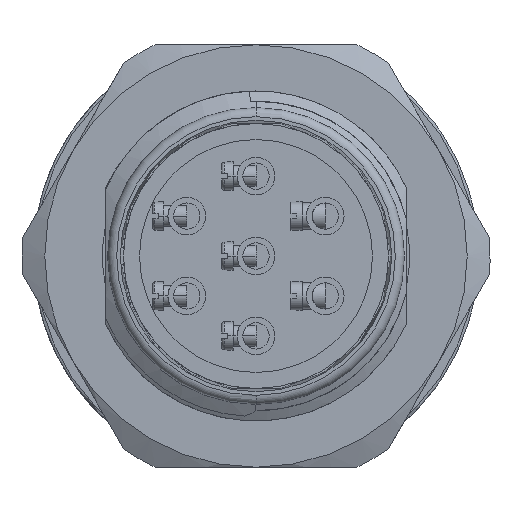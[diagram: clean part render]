
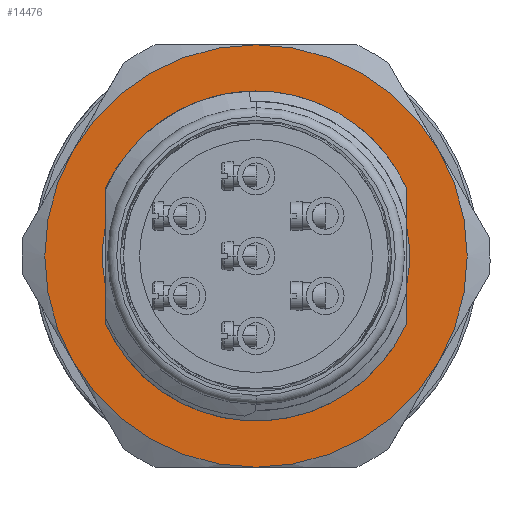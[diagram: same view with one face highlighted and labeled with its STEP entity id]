
A CAD part, left-side view. The second image highlights one B-rep face of the part: STEP entity #14476.
In plain terms, the highlighted planar face has unit normal (-1, 0, 0).
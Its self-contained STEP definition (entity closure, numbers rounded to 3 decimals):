
#2014=CARTESIAN_POINT('',(-6.,-16.021,-9.25));
#2016=CARTESIAN_POINT('',(-6.,0.,0.));
#2017=DIRECTION('',(-1.,0.,0.));
#2018=DIRECTION('',(0.,-0.866,-0.5));
#2019=AXIS2_PLACEMENT_3D('',#2016,#2017,#2018);
#2036=CARTESIAN_POINT('',(-6.,-16.021,9.25));
#2053=CARTESIAN_POINT('',(-6.,0.,-18.5));
#2055=CARTESIAN_POINT('',(-6.,0.,0.));
#2056=DIRECTION('',(-1.,0.,0.));
#2057=DIRECTION('',(0.,0.,-1.));
#2058=AXIS2_PLACEMENT_3D('',#2055,#2056,#2057);
#2080=CARTESIAN_POINT('',(-6.,16.021,-9.25));
#2082=CARTESIAN_POINT('',(-6.,0.,0.));
#2083=DIRECTION('',(-1.,0.,0.));
#2084=DIRECTION('',(0.,0.866,-0.5));
#2085=AXIS2_PLACEMENT_3D('',#2082,#2083,#2084);
#2107=CARTESIAN_POINT('',(-6.,16.021,9.25));
#2109=CARTESIAN_POINT('',(-6.,0.,0.));
#2110=DIRECTION('',(-1.,0.,0.));
#2111=DIRECTION('',(0.,0.866,0.5));
#2112=AXIS2_PLACEMENT_3D('',#2109,#2110,#2111);
#2148=CARTESIAN_POINT('',(-6.,0.,18.5));
#2150=CARTESIAN_POINT('',(-6.,0.,0.));
#2151=DIRECTION('',(-1.,0.,0.));
#2152=DIRECTION('',(0.,0.,1.));
#2153=AXIS2_PLACEMENT_3D('',#2150,#2151,#2152);
#2155=CARTESIAN_POINT('',(-6.,0.,0.));
#2156=DIRECTION('',(-1.,0.,0.));
#2157=DIRECTION('',(0.,-0.866,0.5));
#2158=AXIS2_PLACEMENT_3D('',#2155,#2156,#2157);
#2160=DIRECTION('',(0.,0.,1.));
#2161=VECTOR('',#2160,2.95);
#2162=CARTESIAN_POINT('',(-6.,13.15,-5.776));
#2163=LINE('',#2162,#2161);
#2176=DIRECTION('',(0.,0.,1.));
#2177=VECTOR('',#2176,3.159);
#2178=CARTESIAN_POINT('',(-6.,13.15,2.826));
#2179=LINE('',#2178,#2177);
#2214=CARTESIAN_POINT('',(-6.,0.,0.));
#2215=DIRECTION('',(1.,0.,0.));
#2216=DIRECTION('',(0.,0.978,-0.21));
#2217=AXIS2_PLACEMENT_3D('',#2214,#2215,#2216);
#2229=CARTESIAN_POINT('',(-6.,0.,0.));
#2230=DIRECTION('',(1.,0.,0.));
#2231=DIRECTION('',(0.,-0.978,0.21));
#2232=AXIS2_PLACEMENT_3D('',#2229,#2230,#2231);
#2238=DIRECTION('',(0.,0.,1.));
#2239=VECTOR('',#2238,0.442);
#2240=CARTESIAN_POINT('',(-6.,-13.15,-3.268));
#2241=LINE('',#2240,#2239);
#2276=DIRECTION('',(0.,0.,1.));
#2277=VECTOR('',#2276,0.886);
#2278=CARTESIAN_POINT('',(-6.,-13.15,2.826));
#2279=LINE('',#2278,#2277);
#2288=CARTESIAN_POINT('',(-6.,0.,0.));
#2289=DIRECTION('',(1.,0.,0.));
#2290=DIRECTION('',(0.,-0.97,-0.241));
#2291=AXIS2_PLACEMENT_3D('',#2288,#2289,#2290);
#2303=CARTESIAN_POINT('',(-6.,-12.64,-4.882));
#2304=CARTESIAN_POINT('',(-6.,-12.426,-5.482));
#2305=CARTESIAN_POINT('',(-6.,-11.919,-6.637));
#2306=CARTESIAN_POINT('',(-6.,-10.917,-8.261));
#2307=CARTESIAN_POINT('',(-6.,-9.706,-9.723));
#2308=CARTESIAN_POINT('',(-6.,-8.297,-11.008));
#2309=CARTESIAN_POINT('',(-6.,-6.728,-12.088));
#2310=CARTESIAN_POINT('',(-6.,-5.006,-12.947));
#2311=CARTESIAN_POINT('',(-6.,-3.19,-13.559));
#2312=CARTESIAN_POINT('',(-6.,-1.288,-13.918));
#2313=CARTESIAN_POINT('',(-6.,0.655,-14.01));
#2314=CARTESIAN_POINT('',(-6.,2.595,-13.832));
#2315=CARTESIAN_POINT('',(-6.,4.507,-13.384));
#2316=CARTESIAN_POINT('',(-6.,6.351,-12.667));
#2317=CARTESIAN_POINT('',(-6.,8.07,-11.705));
#2318=CARTESIAN_POINT('',(-6.,9.644,-10.512));
#2319=CARTESIAN_POINT('',(-6.,11.035,-9.115));
#2320=CARTESIAN_POINT('',(-6.,12.228,-7.531));
#2321=CARTESIAN_POINT('',(-6.,12.868,-6.379));
#2322=CARTESIAN_POINT('',(-6.,13.15,-5.776));
#2529=CARTESIAN_POINT('',(-6.,11.955,8.114));
#2530=CARTESIAN_POINT('',(-6.,11.65,8.541));
#2531=CARTESIAN_POINT('',(-6.,10.998,9.354));
#2532=CARTESIAN_POINT('',(-6.,9.903,10.453));
#2533=CARTESIAN_POINT('',(-6.,8.689,11.438));
#2534=CARTESIAN_POINT('',(-6.,7.303,12.332));
#2535=CARTESIAN_POINT('',(-6.,5.671,13.121));
#2536=CARTESIAN_POINT('',(-6.,3.862,13.714));
#2537=CARTESIAN_POINT('',(-6.,1.97,14.065));
#2538=CARTESIAN_POINT('',(-6.,0.03,14.161));
#2539=CARTESIAN_POINT('',(-6.,-1.94,13.974));
#2540=CARTESIAN_POINT('',(-6.,-3.686,13.558));
#2541=CARTESIAN_POINT('',(-6.,-5.204,13.012));
#2542=CARTESIAN_POINT('',(-6.,-6.842,12.189));
#2543=CARTESIAN_POINT('',(-6.,-8.324,11.167));
#2544=CARTESIAN_POINT('',(-6.,-9.639,9.991));
#2545=CARTESIAN_POINT('',(-6.,-10.793,8.664));
#2546=CARTESIAN_POINT('',(-6.,-11.783,7.183));
#2547=CARTESIAN_POINT('',(-6.,-12.589,5.543));
#2548=CARTESIAN_POINT('',(-6.,-12.989,4.341));
#2549=CARTESIAN_POINT('',(-6.,-13.15,3.712));
#2557=CARTESIAN_POINT('',(-6.,-0.001,0.002));
#2558=DIRECTION('',(1.,0.,0.));
#2559=DIRECTION('',(0.,0.91,0.414));
#2560=AXIS2_PLACEMENT_3D('',#2557,#2558,#2559);
#12146=CARTESIAN_POINT('',(-6.,13.15,-5.776));
#12147=CARTESIAN_POINT('',(-6.,13.15,-2.826));
#12148=VERTEX_POINT('',#12146);
#12149=VERTEX_POINT('',#12147);
#12150=CARTESIAN_POINT('',(-6.,13.15,2.826));
#12151=CARTESIAN_POINT('',(-6.,13.15,5.985));
#12152=VERTEX_POINT('',#12150);
#12153=VERTEX_POINT('',#12151);
#12158=CARTESIAN_POINT('',(-6.,-13.15,-3.268));
#12159=CARTESIAN_POINT('',(-6.,-13.15,-2.826));
#12160=VERTEX_POINT('',#12158);
#12161=VERTEX_POINT('',#12159);
#12162=CARTESIAN_POINT('',(-6.,-13.15,2.826));
#12163=CARTESIAN_POINT('',(-6.,-13.15,3.712));
#12164=VERTEX_POINT('',#12162);
#12165=VERTEX_POINT('',#12163);
#12170=VERTEX_POINT('',#2529);
#12171=CARTESIAN_POINT('',(-6.,-12.64,-4.882));
#12172=VERTEX_POINT('',#12171);
#12185=VERTEX_POINT('',#2148);
#12194=VERTEX_POINT('',#2036);
#12203=VERTEX_POINT('',#2014);
#12212=VERTEX_POINT('',#2053);
#12221=VERTEX_POINT('',#2080);
#12230=VERTEX_POINT('',#2107);
#14441=CARTESIAN_POINT('',(-6.,0.,0.));
#14442=DIRECTION('',(-1.,0.,0.));
#14443=DIRECTION('',(0.,-1.,0.));
#14444=AXIS2_PLACEMENT_3D('',#14441,#14442,#14443);
#14445=PLANE('',#14444);
#14446=ORIENTED_EDGE('',*,*,#14436,.F.);
#14447=ORIENTED_EDGE('',*,*,#14376,.F.);
#14448=ORIENTED_EDGE('',*,*,#14350,.F.);
#14449=ORIENTED_EDGE('',*,*,#14391,.F.);
#14450=ORIENTED_EDGE('',*,*,#14405,.F.);
#14451=ORIENTED_EDGE('',*,*,#14419,.F.);
#14452=EDGE_LOOP('',(#14446,#14447,#14448,#14449,#14450,#14451));
#14453=FACE_OUTER_BOUND('',#14452,.F.);
#14455=ORIENTED_EDGE('',*,*,#14454,.F.);
#14457=ORIENTED_EDGE('',*,*,#14456,.F.);
#14459=ORIENTED_EDGE('',*,*,#14458,.F.);
#14461=ORIENTED_EDGE('',*,*,#14460,.T.);
#14463=ORIENTED_EDGE('',*,*,#14462,.F.);
#14465=ORIENTED_EDGE('',*,*,#14464,.T.);
#14467=ORIENTED_EDGE('',*,*,#14466,.F.);
#14469=ORIENTED_EDGE('',*,*,#14468,.F.);
#14471=ORIENTED_EDGE('',*,*,#14470,.F.);
#14473=ORIENTED_EDGE('',*,*,#14472,.F.);
#14474=EDGE_LOOP('',(#14455,#14457,#14459,#14461,#14463,#14465,#14467,#14469,
#14471,#14473));
#14475=FACE_BOUND('',#14474,.F.);
#2020=CIRCLE('',#2019,18.5);
#2059=CIRCLE('',#2058,18.5);
#2086=CIRCLE('',#2085,18.5);
#2113=CIRCLE('',#2112,18.5);
#2154=CIRCLE('',#2153,18.5);
#2159=CIRCLE('',#2158,18.5);
#2218=CIRCLE('',#2217,13.45);
#2233=CIRCLE('',#2232,13.45);
#2292=CIRCLE('',#2291,13.55);
#2323=B_SPLINE_CURVE_WITH_KNOTS('',3,(#2303,#2304,#2305,#2306,#2307,#2308,#2309,
#2310,#2311,#2312,#2313,#2314,#2315,#2316,#2317,#2318,#2319,#2320,#2321,#2322),
.UNSPECIFIED.,.F.,.F.,(4,1,1,1,1,1,1,1,1,1,1,1,1,1,1,1,1,4),(0.,
0.059,0.118,0.176,0.235,
0.294,0.353,0.412,0.471,
0.529,0.588,0.647,0.706,
0.765,0.824,0.882,0.941,1.),
.UNSPECIFIED.);
#2550=B_SPLINE_CURVE_WITH_KNOTS('',3,(#2529,#2530,#2531,#2532,#2533,#2534,#2535,
#2536,#2537,#2538,#2539,#2540,#2541,#2542,#2543,#2544,#2545,#2546,#2547,#2548,
#2549),.UNSPECIFIED.,.F.,.F.,(4,1,1,1,1,1,1,1,1,1,1,1,1,1,1,1,1,1,4),(0.,
0.056,0.111,0.167,0.222,
0.278,0.333,0.389,0.444,0.5,
0.556,0.611,0.667,0.722,
0.778,0.833,0.889,0.944,1.),
.UNSPECIFIED.);
#2561=CIRCLE('',#2560,14.448);
#14350=EDGE_CURVE('',#12203,#12194,#2020,.T.);
#14376=EDGE_CURVE('',#12194,#12185,#2159,.T.);
#14391=EDGE_CURVE('',#12212,#12203,#2059,.T.);
#14405=EDGE_CURVE('',#12221,#12212,#2086,.T.);
#14419=EDGE_CURVE('',#12230,#12221,#2113,.T.);
#14436=EDGE_CURVE('',#12185,#12230,#2154,.T.);
#14454=EDGE_CURVE('',#12148,#12149,#2163,.T.);
#14456=EDGE_CURVE('',#12172,#12148,#2323,.T.);
#14458=EDGE_CURVE('',#12160,#12172,#2292,.T.);
#14460=EDGE_CURVE('',#12160,#12161,#2241,.T.);
#14462=EDGE_CURVE('',#12164,#12161,#2233,.T.);
#14464=EDGE_CURVE('',#12164,#12165,#2279,.T.);
#14466=EDGE_CURVE('',#12170,#12165,#2550,.T.);
#14468=EDGE_CURVE('',#12153,#12170,#2561,.T.);
#14470=EDGE_CURVE('',#12152,#12153,#2179,.T.);
#14472=EDGE_CURVE('',#12149,#12152,#2218,.T.);
#14476=ADVANCED_FACE('',(#14453,#14475),#14445,.T.);
